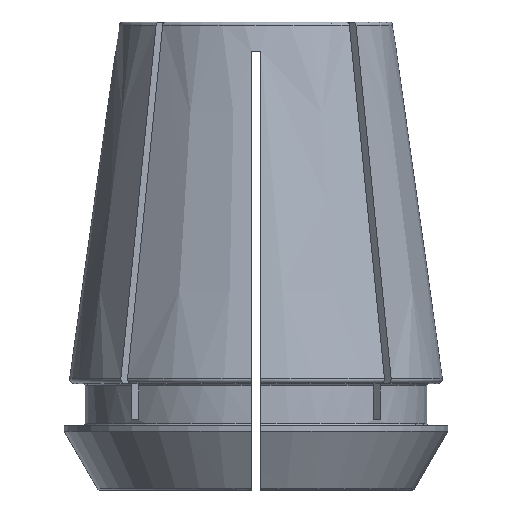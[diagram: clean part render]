
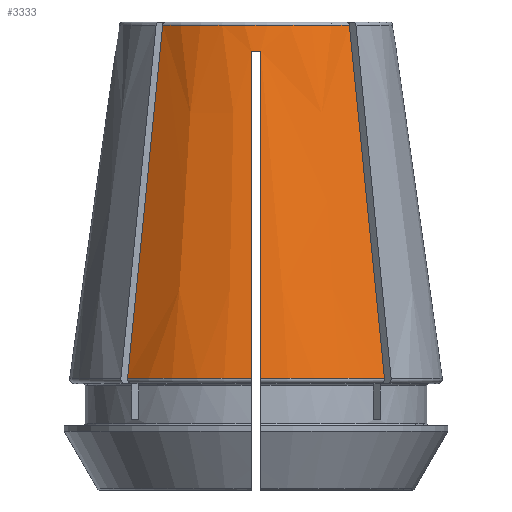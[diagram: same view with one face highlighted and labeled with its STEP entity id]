
A CAD part, left-side view. The second image highlights one B-rep face of the part: STEP entity #3333.
In plain terms, the highlighted conical face has half-angle 8 degrees and reference radius 11.657 mm.
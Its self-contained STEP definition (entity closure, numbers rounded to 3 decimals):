
#34=CONICAL_SURFACE('',#3684,11.657,0.14);
#158=B_SPLINE_CURVE_WITH_KNOTS('',3,(#5773,#5774,#5775,#5776,#5777,#5778,
#5779,#5780,#5781,#5782),.UNSPECIFIED.,.F.,.F.,(4,3,3,4),(0.018,
0.022,0.044,0.047),.UNSPECIFIED.);
#159=B_SPLINE_CURVE_WITH_KNOTS('',3,(#5795,#5796,#5797,#5798),
 .UNSPECIFIED.,.F.,.F.,(4,4),(0.,0.03),
 .UNSPECIFIED.);
#175=B_SPLINE_CURVE_WITH_KNOTS('',3,(#5933,#5934,#5935,#5936,#5937,#5938,
#5939,#5940,#5941,#5942),.UNSPECIFIED.,.F.,.F.,(4,3,3,4),(0.018,
0.022,0.044,0.047),.UNSPECIFIED.);
#176=B_SPLINE_CURVE_WITH_KNOTS('',3,(#5945,#5946,#5947,#5948),
 .UNSPECIFIED.,.F.,.F.,(4,4),(0.,0.03),
 .UNSPECIFIED.);
#374=CIRCLE('',#3610,15.936);
#403=CIRCLE('',#3668,12.009);
#410=CIRCLE('',#3685,15.936);
#411=CIRCLE('',#3686,11.694);
#1080=ORIENTED_EDGE('',*,*,#1940,.F.);
#1081=ORIENTED_EDGE('',*,*,#1896,.F.);
#1082=ORIENTED_EDGE('',*,*,#1893,.T.);
#1083=ORIENTED_EDGE('',*,*,#1941,.T.);
#1084=ORIENTED_EDGE('',*,*,#1942,.T.);
#1085=ORIENTED_EDGE('',*,*,#1943,.F.);
#1086=ORIENTED_EDGE('',*,*,#1900,.F.);
#1087=ORIENTED_EDGE('',*,*,#1785,.T.);
#1785=EDGE_CURVE('',#2255,#2254,#374,.T.);
#1893=EDGE_CURVE('',#2323,#2322,#158,.T.);
#1896=EDGE_CURVE('',#2323,#2325,#403,.T.);
#1900=EDGE_CURVE('',#2255,#2327,#159,.T.);
#1940=EDGE_CURVE('',#2325,#2254,#175,.T.);
#1941=EDGE_CURVE('',#2322,#2354,#410,.T.);
#1942=EDGE_CURVE('',#2354,#2355,#176,.T.);
#1943=EDGE_CURVE('',#2327,#2355,#411,.T.);
#2254=VERTEX_POINT('',#5490);
#2255=VERTEX_POINT('',#5492);
#2322=VERTEX_POINT('',#5772);
#2323=VERTEX_POINT('',#5783);
#2325=VERTEX_POINT('',#5789);
#2327=VERTEX_POINT('',#5799);
#2354=VERTEX_POINT('',#5944);
#2355=VERTEX_POINT('',#5949);
#2913=EDGE_LOOP('',(#1080,#1081,#1082,#1083,#1084,#1085,#1086,#1087));
#3089=FACE_BOUND('',#2913,.T.);
#3333=ADVANCED_FACE('',(#3089),#34,.T.);
#3610=AXIS2_PLACEMENT_3D('',#5491,#4294,#4295);
#3668=AXIS2_PLACEMENT_3D('',#5788,#4467,#4468);
#3684=AXIS2_PLACEMENT_3D('',#5932,#4520,#4521);
#3685=AXIS2_PLACEMENT_3D('',#5943,#4522,#4523);
#3686=AXIS2_PLACEMENT_3D('',#5950,#4524,#4525);
#4294=DIRECTION('',(0.,0.,1.));
#4295=DIRECTION('',(1.,0.,0.));
#4467=DIRECTION('',(0.,0.,-1.));
#4468=DIRECTION('',(-1.,0.,0.));
#4520=DIRECTION('',(0.,0.,-1.));
#4521=DIRECTION('',(-1.,0.,0.));
#4522=DIRECTION('',(0.,0.,1.));
#4523=DIRECTION('',(1.,0.,0.));
#4524=DIRECTION('',(0.,0.,1.));
#4525=DIRECTION('',(1.,0.,0.));
#5490=CARTESIAN_POINT('',(-15.931,0.4,4.056));
#5491=CARTESIAN_POINT('',(0.,0.,4.056));
#5492=CARTESIAN_POINT('',(-11.548,10.982,4.056));
#5772=CARTESIAN_POINT('',(-15.931,-0.4,4.056));
#5773=CARTESIAN_POINT('',(-12.002,-0.4,32.));
#5774=CARTESIAN_POINT('',(-12.164,-0.4,30.847));
#5775=CARTESIAN_POINT('',(-12.326,-0.4,29.694));
#5776=CARTESIAN_POINT('',(-12.488,-0.4,28.542));
#5777=CARTESIAN_POINT('',(-13.506,-0.4,21.301));
#5778=CARTESIAN_POINT('',(-14.524,-0.4,14.06));
#5779=CARTESIAN_POINT('',(-15.542,-0.4,6.819));
#5780=CARTESIAN_POINT('',(-15.672,-0.4,5.898));
#5781=CARTESIAN_POINT('',(-15.801,-0.4,4.977));
#5782=CARTESIAN_POINT('',(-15.931,-0.4,4.056));
#5783=CARTESIAN_POINT('',(-12.002,-0.4,32.));
#5788=CARTESIAN_POINT('',(0.,0.,32.));
#5789=CARTESIAN_POINT('',(-12.002,0.4,32.));
#5795=CARTESIAN_POINT('',(-11.548,10.982,4.056));
#5796=CARTESIAN_POINT('',(-10.547,9.982,14.118));
#5797=CARTESIAN_POINT('',(-9.547,8.981,24.18));
#5798=CARTESIAN_POINT('',(-8.547,7.981,34.242));
#5799=CARTESIAN_POINT('',(-8.547,7.981,34.242));
#5932=CARTESIAN_POINT('',(0.,0.,34.5));
#5933=CARTESIAN_POINT('',(-12.002,0.4,32.));
#5934=CARTESIAN_POINT('',(-12.164,0.4,30.847));
#5935=CARTESIAN_POINT('',(-12.326,0.4,29.694));
#5936=CARTESIAN_POINT('',(-12.488,0.4,28.542));
#5937=CARTESIAN_POINT('',(-13.506,0.4,21.301));
#5938=CARTESIAN_POINT('',(-14.524,0.4,14.06));
#5939=CARTESIAN_POINT('',(-15.542,0.4,6.819));
#5940=CARTESIAN_POINT('',(-15.672,0.4,5.898));
#5941=CARTESIAN_POINT('',(-15.801,0.4,4.977));
#5942=CARTESIAN_POINT('',(-15.931,0.4,4.056));
#5943=CARTESIAN_POINT('',(0.,0.,4.056));
#5944=CARTESIAN_POINT('',(-11.548,-10.982,4.056));
#5945=CARTESIAN_POINT('',(-11.548,-10.982,4.056));
#5946=CARTESIAN_POINT('',(-10.547,-9.982,14.118));
#5947=CARTESIAN_POINT('',(-9.547,-8.981,24.18));
#5948=CARTESIAN_POINT('',(-8.547,-7.981,34.242));
#5949=CARTESIAN_POINT('',(-8.547,-7.981,34.242));
#5950=CARTESIAN_POINT('',(0.,0.,34.242));
